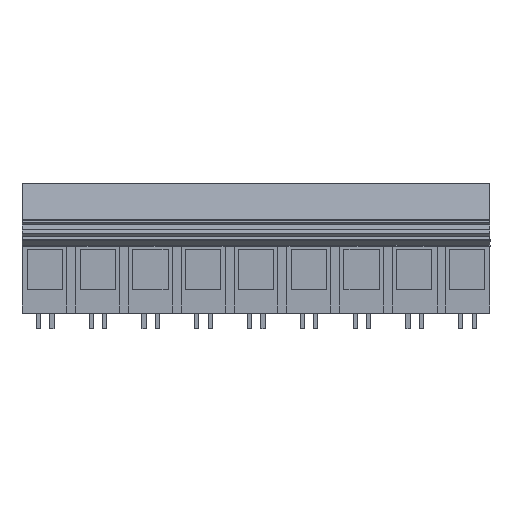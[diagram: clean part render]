
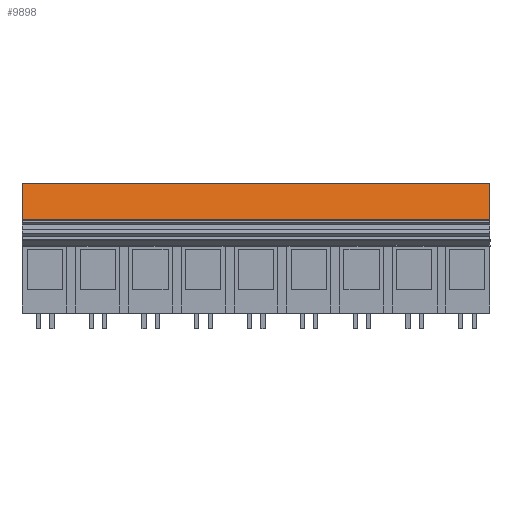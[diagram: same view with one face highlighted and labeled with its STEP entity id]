
A CAD part, front view. The second image highlights one B-rep face of the part: STEP entity #9898.
In plain terms, the highlighted planar face has unit normal (0, -0.985, 0.174).
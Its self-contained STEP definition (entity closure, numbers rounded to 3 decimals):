
#9878=AXIS2_PLACEMENT_3D('Plane Axis2P3D',#9875,#9876,#9877) ;
#3602=CARTESIAN_POINT('Vertex',(0.,8.164,31.099)) ;
#3605=CARTESIAN_POINT('Line Origine',(0.,9.076,36.275)) ;
#3609=CARTESIAN_POINT('Vertex',(0.,9.989,41.45)) ;
#9855=CARTESIAN_POINT('Line Origine',(66.5,8.164,31.099)) ;
#9859=CARTESIAN_POINT('Vertex',(133.,8.164,31.099)) ;
#9875=CARTESIAN_POINT('Axis2P3D Location',(60.,8.164,31.099)) ;
#9880=CARTESIAN_POINT('Line Origine',(66.5,9.989,41.45)) ;
#9884=CARTESIAN_POINT('Vertex',(133.,9.989,41.45)) ;
#9887=CARTESIAN_POINT('Line Origine',(133.,9.076,36.275)) ;
#3606=DIRECTION('Vector Direction',(0.,0.174,0.985)) ;
#9856=DIRECTION('Vector Direction',(1.,0.,0.)) ;
#9876=DIRECTION('Axis2P3D Direction',(0.,0.985,-0.174)) ;
#9877=DIRECTION('Axis2P3D XDirection',(0.,0.174,0.985)) ;
#9881=DIRECTION('Vector Direction',(1.,0.,0.)) ;
#9888=DIRECTION('Vector Direction',(0.,0.174,0.985)) ;
#3607=VECTOR('Line Direction',#3606,1.) ;
#9857=VECTOR('Line Direction',#9856,1.) ;
#9882=VECTOR('Line Direction',#9881,1.) ;
#9889=VECTOR('Line Direction',#9888,1.) ;
#9893=ORIENTED_EDGE('',*,*,#9886,.F.) ;
#9894=ORIENTED_EDGE('',*,*,#3611,.F.) ;
#9895=ORIENTED_EDGE('',*,*,#9861,.T.) ;
#9896=ORIENTED_EDGE('',*,*,#9891,.T.) ;
#9898=ADVANCED_FACE('LX 15.00/09/90 4.5',(#9897),#9879,.F.) ;
#3611=EDGE_CURVE('',#3603,#3610,#3608,.T.) ;
#9861=EDGE_CURVE('',#3603,#9860,#9858,.T.) ;
#9886=EDGE_CURVE('',#3610,#9885,#9883,.T.) ;
#9891=EDGE_CURVE('',#9860,#9885,#9890,.T.) ;
#9892=EDGE_LOOP('',(#9893,#9894,#9895,#9896)) ;
#9897=FACE_OUTER_BOUND('',#9892,.T.) ;
#3608=LINE('Line',#3605,#3607) ;
#9858=LINE('Line',#9855,#9857) ;
#9883=LINE('Line',#9880,#9882) ;
#9890=LINE('Line',#9887,#9889) ;
#9879=PLANE('',#9878) ;
#3603=VERTEX_POINT('',#3602) ;
#3610=VERTEX_POINT('',#3609) ;
#9860=VERTEX_POINT('',#9859) ;
#9885=VERTEX_POINT('',#9884) ;
